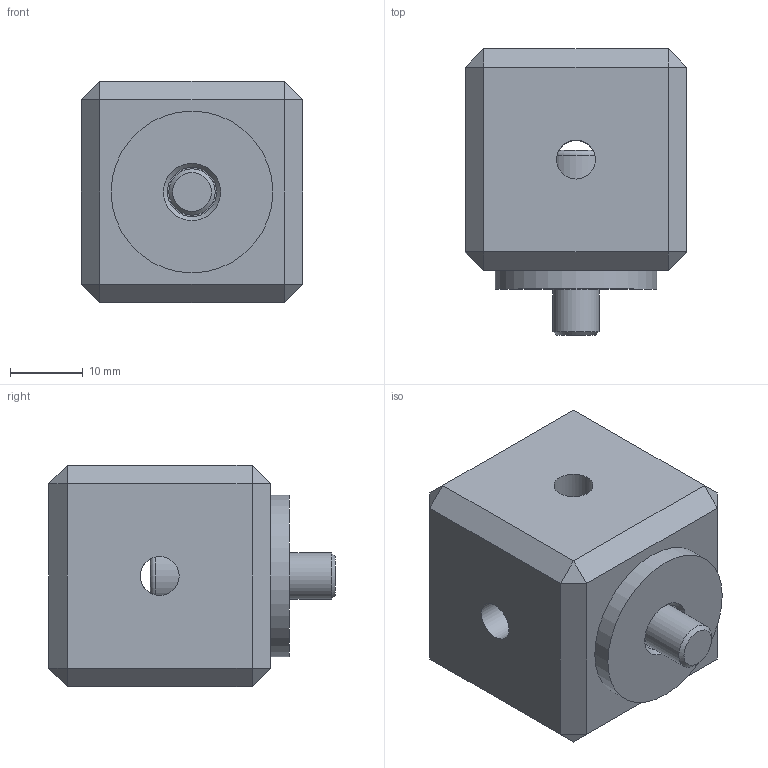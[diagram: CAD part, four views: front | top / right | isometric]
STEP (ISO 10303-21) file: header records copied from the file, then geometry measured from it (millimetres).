
FILE_DESCRIPTION(/* description */ (''),/* implementation_level */ '2;1');
FILE_NAME(/* name */ 'MH144-1A.stp',/* time_stamp */ '2017-05-05T17:37:02-04:00',/* author */ ('aneininger'),/* organization */ ('CONNECTION TECHNOLOGY CENTER'),/* preprocessor_version */ 'ST-DEVELOPER v16.5',/* originating_system */ 'Autodesk Inventor 2017',/* authorisation */ '');
FILE_SCHEMA (('AUTOMOTIVE_DESIGN { 1 0 10303 214 3 1 1 }'));
Length unit declared in the file: inch
Products named in the file (1): Part20
Bounding box: 30.48 x 39.37 x 30.48 mm (x, y, z)
Volume: 26426.5 mm3; surface area: 7230.6 mm2
Topology: 1 solids, 1 shells, 66 faces, 138 edges, 82 vertices
Faces by surface type: plane 42, cylinder 17, cone 5, torus 2
Full cylindrical faces by diameter (mm): 4.953 x1, 5.359 x5, 6.35 x1, 6.756 x1, 9.525 x1, 10.033 x1, 22.225 x1
Entity records: 1824 total; most frequent: CARTESIAN_POINT 388, DIRECTION 276, ORIENTED_EDGE 228, EDGE_CURVE 114, EDGE_LOOP 99, AXIS2_PLACEMENT_3D 99, LINE 78, VECTOR 78
